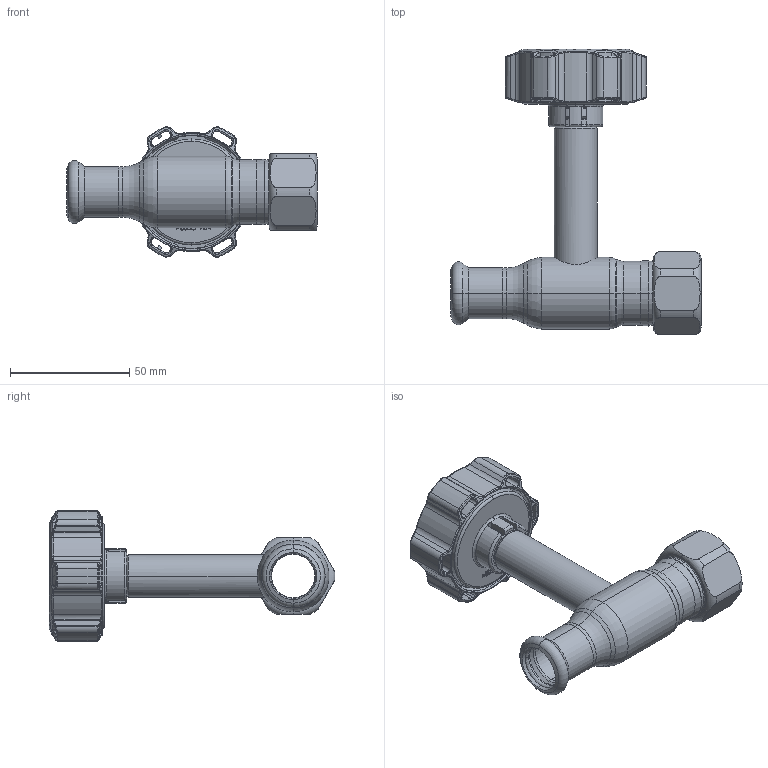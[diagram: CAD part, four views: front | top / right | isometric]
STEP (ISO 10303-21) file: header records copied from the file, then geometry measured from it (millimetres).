
FILE_DESCRIPTION (( 'STEP AP214' ), '1' );
FILE_NAME ('2015001011-0200.step', '2023-12-12T08:40:33', ( '' ), ( '' ), 'SwSTEP 2.0', 'SolidWorks 2021', '' );
FILE_SCHEMA (( 'AUTOMOTIVE_DESIGN' ));
Length unit declared in the file: millimetre
Products named in the file (1): 2015001011-0200
Bounding box: 104.8 x 119.79 x 54.57 mm (x, y, z)
Surface area: 30877.2 mm2 (no closed solid volume)
Topology: 0 solids, 10 shells, 536 faces, 1578 edges, 1026 vertices
Faces by surface type: bspline 170, cylinder 132, plane 96, torus 87, cone 51
Entity records: 33477 total; most frequent: CARTESIAN_POINT 14975, ORIENTED_EDGE 2796, DIRECTION 2217, EDGE_CURVE 1576, VERTEX_POINT 1026, AXIS2_PLACEMENT_3D 898, B_SPLINE_CURVE_WITH_KNOTS 594, EDGE_LOOP 569
